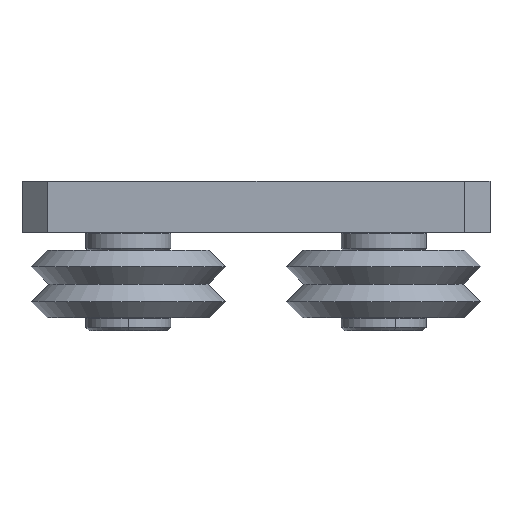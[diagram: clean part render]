
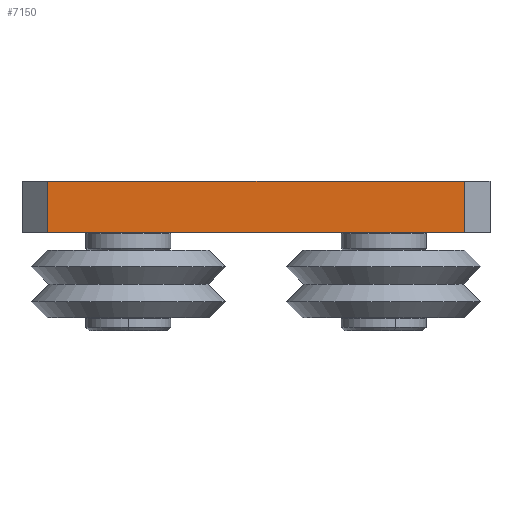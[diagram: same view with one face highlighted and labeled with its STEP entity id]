
A CAD part, left-side view. The second image highlights one B-rep face of the part: STEP entity #7150.
In plain terms, the highlighted planar face has unit normal (-1, 0, 0).
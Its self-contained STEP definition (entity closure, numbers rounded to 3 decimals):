
#450 = LINE ( 'NONE', #6285, #14358 ) ;
#822 = ORIENTED_EDGE ( 'NONE', *, *, #965, .T. ) ;
#965 = EDGE_CURVE ( 'NONE', #17242, #17080, #9992, .T. ) ;
#1615 = AXIS2_PLACEMENT_3D ( 'NONE', #15255, #2285, #13656 ) ;
#2285 = DIRECTION ( 'NONE',  ( 1., 0., 0. ) ) ;
#2412 = EDGE_CURVE ( 'NONE', #12197, #17242, #7550, .T. ) ;
#2691 = EDGE_CURVE ( 'NONE', #17080, #6243, #6398, .T. ) ;
#3528 = ORIENTED_EDGE ( 'NONE', *, *, #2691, .T. ) ;
#5533 = VECTOR ( 'NONE', #14926, 1000. ) ;
#6232 = DIRECTION ( 'NONE',  ( 0., 0., 1. ) ) ;
#6243 = VERTEX_POINT ( 'NONE', #17839 ) ;
#6285 = CARTESIAN_POINT ( 'NONE',  ( -56., 55., 12. ) ) ;
#6398 = LINE ( 'NONE', #8981, #11159 ) ;
#7150 = ADVANCED_FACE ( 'NONE', ( #12528 ), #9228, .F. ) ;
#7550 = LINE ( 'NONE', #13433, #5533 ) ;
#8450 = CARTESIAN_POINT ( 'NONE',  ( -56., 55., 0. ) ) ;
#8981 = CARTESIAN_POINT ( 'NONE',  ( -56., -49., 12. ) ) ;
#9228 = PLANE ( 'NONE',  #1615 ) ;
#9992 = LINE ( 'NONE', #8450, #11033 ) ;
#10197 = ORIENTED_EDGE ( 'NONE', *, *, #12040, .F. ) ;
#10958 = CARTESIAN_POINT ( 'NONE',  ( -56., 49., 12. ) ) ;
#11033 = VECTOR ( 'NONE', #17238, 1000. ) ;
#11159 = VECTOR ( 'NONE', #6232, 1000. ) ;
#11336 = CARTESIAN_POINT ( 'NONE',  ( -56., 49., 0. ) ) ;
#12040 = EDGE_CURVE ( 'NONE', #12197, #6243, #450, .T. ) ;
#12066 = DIRECTION ( 'NONE',  ( 0., -1., 0. ) ) ;
#12197 = VERTEX_POINT ( 'NONE', #10958 ) ;
#12528 = FACE_OUTER_BOUND ( 'NONE', #14326, .T. ) ;
#13433 = CARTESIAN_POINT ( 'NONE',  ( -56., 49., 12. ) ) ;
#13571 = ORIENTED_EDGE ( 'NONE', *, *, #2412, .T. ) ;
#13656 = DIRECTION ( 'NONE',  ( 0., 1., 0. ) ) ;
#14326 = EDGE_LOOP ( 'NONE', ( #10197, #13571, #822, #3528 ) ) ;
#14358 = VECTOR ( 'NONE', #12066, 1000. ) ;
#14760 = CARTESIAN_POINT ( 'NONE',  ( -56., -49., 0. ) ) ;
#14926 = DIRECTION ( 'NONE',  ( 0., 0., -1. ) ) ;
#15255 = CARTESIAN_POINT ( 'NONE',  ( -56., 55., 12. ) ) ;
#17080 = VERTEX_POINT ( 'NONE', #14760 ) ;
#17238 = DIRECTION ( 'NONE',  ( 0., -1., 0. ) ) ;
#17242 = VERTEX_POINT ( 'NONE', #11336 ) ;
#17839 = CARTESIAN_POINT ( 'NONE',  ( -56., -49., 12. ) ) ;
